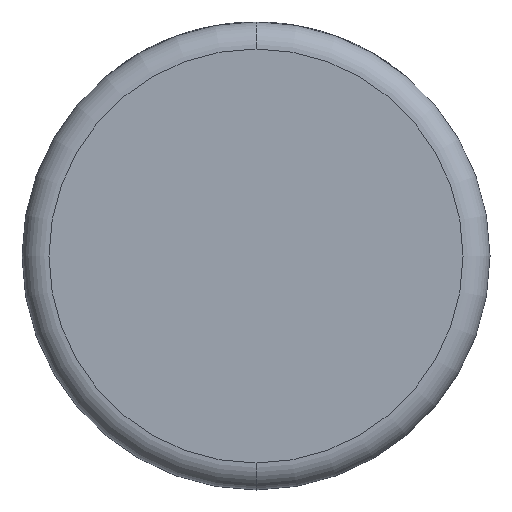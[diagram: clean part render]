
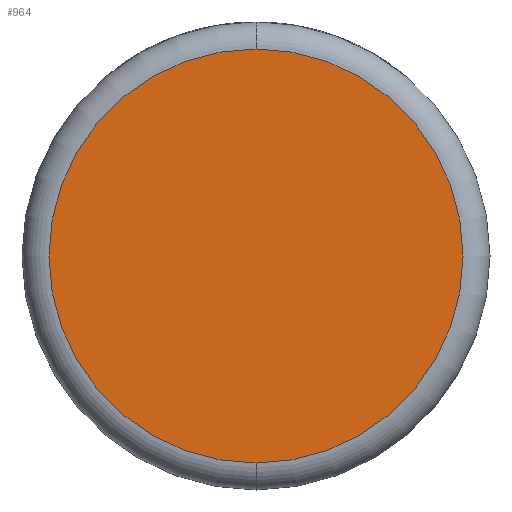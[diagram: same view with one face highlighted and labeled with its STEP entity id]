
A CAD part, front view. The second image highlights one B-rep face of the part: STEP entity #964.
In plain terms, the highlighted planar face has unit normal (0, -1, 0).
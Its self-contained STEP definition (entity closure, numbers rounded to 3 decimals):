
#106 = FACE_OUTER_BOUND ( 'NONE', #505, .T. ) ;
#192 = VERTEX_POINT ( 'NONE', #3296 ) ;
#428 = CARTESIAN_POINT ( 'NONE',  ( 0., 0., 0. ) ) ;
#431 = AXIS2_PLACEMENT_3D ( 'NONE', #428, #3854, #2341 ) ;
#505 = EDGE_LOOP ( 'NONE', ( #1998, #3553 ) ) ;
#667 = AXIS2_PLACEMENT_3D ( 'NONE', #4393, #2144, #2161 ) ;
#673 = EDGE_CURVE ( 'NONE', #192, #3012, #4611, .T. ) ;
#964 = ADVANCED_FACE ( 'NONE', ( #106 ), #2671, .F. ) ;
#1710 = CIRCLE ( 'NONE', #667, 13.714 ) ;
#1998 = ORIENTED_EDGE ( 'NONE', *, *, #2386, .T. ) ;
#2051 = CARTESIAN_POINT ( 'NONE',  ( 0., 0., 0. ) ) ;
#2117 = CARTESIAN_POINT ( 'NONE',  ( 0., 0., 13.714 ) ) ;
#2144 = DIRECTION ( 'NONE',  ( 0., -1., 0. ) ) ;
#2161 = DIRECTION ( 'NONE',  ( 0., 0., 1. ) ) ;
#2341 = DIRECTION ( 'NONE',  ( 0., 0., 1. ) ) ;
#2386 = EDGE_CURVE ( 'NONE', #3012, #192, #1710, .T. ) ;
#2419 = DIRECTION ( 'NONE',  ( 0., 0., 1. ) ) ;
#2671 = PLANE ( 'NONE',  #431 ) ;
#3012 = VERTEX_POINT ( 'NONE', #2117 ) ;
#3296 = CARTESIAN_POINT ( 'NONE',  ( 0., 0., -13.714 ) ) ;
#3553 = ORIENTED_EDGE ( 'NONE', *, *, #673, .T. ) ;
#3746 = AXIS2_PLACEMENT_3D ( 'NONE', #2051, #4667, #2419 ) ;
#3854 = DIRECTION ( 'NONE',  ( 0., 1., 0. ) ) ;
#4393 = CARTESIAN_POINT ( 'NONE',  ( 0., 0., 0. ) ) ;
#4611 = CIRCLE ( 'NONE', #3746, 13.714 ) ;
#4667 = DIRECTION ( 'NONE',  ( 0., -1., 0. ) ) ;
